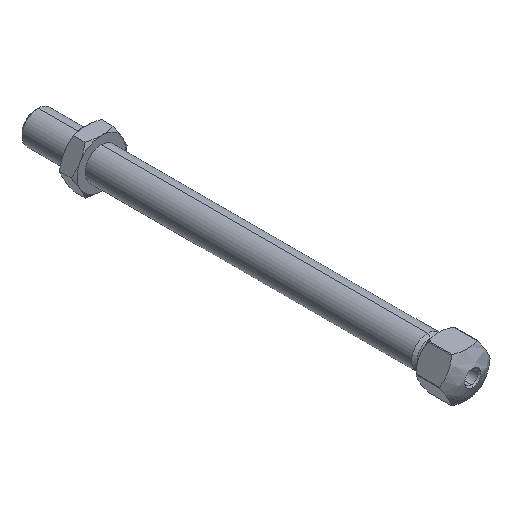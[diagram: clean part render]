
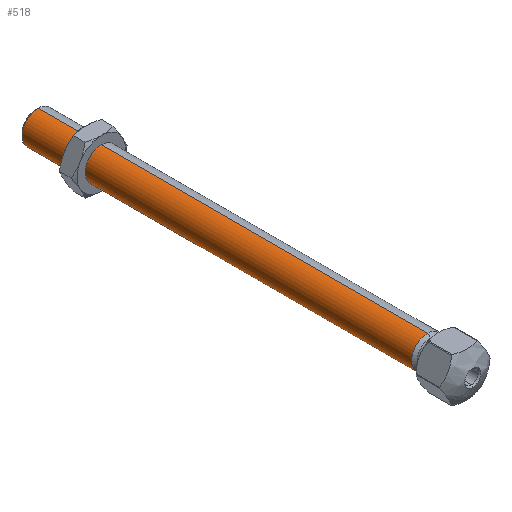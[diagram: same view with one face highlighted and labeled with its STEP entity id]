
A CAD part, isometric view. The second image highlights one B-rep face of the part: STEP entity #518.
In plain terms, the highlighted cylindrical face has radius 8 mm (diameter 16 mm), a partial arc.
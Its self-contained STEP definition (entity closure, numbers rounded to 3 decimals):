
#129 = VERTEX_POINT ( 'NONE', #2135 ) ;
#347 = DIRECTION ( 'NONE',  ( 0., 1., 0. ) ) ;
#393 = VECTOR ( 'NONE', #1872, 1000. ) ;
#518 = ADVANCED_FACE ( 'NONE', ( #1567 ), #2698, .T. ) ;
#601 = ORIENTED_EDGE ( 'NONE', *, *, #2077, .T. ) ;
#628 = VECTOR ( 'NONE', #2504, 1000. ) ;
#689 = EDGE_LOOP ( 'NONE', ( #3094, #1256, #2617, #601, #2503 ) ) ;
#884 = VERTEX_POINT ( 'NONE', #2339 ) ;
#1099 = LINE ( 'NONE', #2976, #393 ) ;
#1149 = VERTEX_POINT ( 'NONE', #2119 ) ;
#1256 = ORIENTED_EDGE ( 'NONE', *, *, #2123, .T. ) ;
#1291 = CARTESIAN_POINT ( 'NONE',  ( -8., 198.75, 0. ) ) ;
#1292 = CIRCLE ( 'NONE', #1902, 8. ) ;
#1313 = CARTESIAN_POINT ( 'NONE',  ( 0., 198.75, 0. ) ) ;
#1475 = CARTESIAN_POINT ( 'NONE',  ( 0., 198.75, 0. ) ) ;
#1567 = FACE_OUTER_BOUND ( 'NONE', #689, .T. ) ;
#1602 = DIRECTION ( 'NONE',  ( 0., 0., -1. ) ) ;
#1852 = AXIS2_PLACEMENT_3D ( 'NONE', #2136, #2693, #2704 ) ;
#1872 = DIRECTION ( 'NONE',  ( 0., -1., 0. ) ) ;
#1902 = AXIS2_PLACEMENT_3D ( 'NONE', #1475, #3416, #3086 ) ;
#1910 = EDGE_CURVE ( 'NONE', #3522, #884, #2744, .T. ) ;
#1973 = CARTESIAN_POINT ( 'NONE',  ( 0., 5.4, 0. ) ) ;
#2077 = EDGE_CURVE ( 'NONE', #129, #1149, #1099, .T. ) ;
#2119 = CARTESIAN_POINT ( 'NONE',  ( 0., 5.4, -8. ) ) ;
#2123 = EDGE_CURVE ( 'NONE', #3522, #3431, #3228, .T. ) ;
#2135 = CARTESIAN_POINT ( 'NONE',  ( 0., 198.75, -8. ) ) ;
#2136 = CARTESIAN_POINT ( 'NONE',  ( 0., -20.779, 0. ) ) ;
#2215 = CARTESIAN_POINT ( 'NONE',  ( 0., 198.75, 8. ) ) ;
#2250 = DIRECTION ( 'NONE',  ( 0., 0., -1. ) ) ;
#2259 = EDGE_CURVE ( 'NONE', #1149, #884, #2683, .T. ) ;
#2339 = CARTESIAN_POINT ( 'NONE',  ( 0., 5.4, 8. ) ) ;
#2503 = ORIENTED_EDGE ( 'NONE', *, *, #2259, .T. ) ;
#2504 = DIRECTION ( 'NONE',  ( 0., -1., 0. ) ) ;
#2519 = CARTESIAN_POINT ( 'NONE',  ( 0., -20.779, 8. ) ) ;
#2617 = ORIENTED_EDGE ( 'NONE', *, *, #3001, .T. ) ;
#2683 = CIRCLE ( 'NONE', #2938, 8. ) ;
#2693 = DIRECTION ( 'NONE',  ( 0., -1., 0. ) ) ;
#2698 = CYLINDRICAL_SURFACE ( 'NONE', #1852, 8. ) ;
#2704 = DIRECTION ( 'NONE',  ( 0., 0., -1. ) ) ;
#2744 = LINE ( 'NONE', #2519, #628 ) ;
#2938 = AXIS2_PLACEMENT_3D ( 'NONE', #1973, #347, #2250 ) ;
#2976 = CARTESIAN_POINT ( 'NONE',  ( 0., -20.779, -8. ) ) ;
#3001 = EDGE_CURVE ( 'NONE', #3431, #129, #1292, .T. ) ;
#3086 = DIRECTION ( 'NONE',  ( 0., 0., -1. ) ) ;
#3094 = ORIENTED_EDGE ( 'NONE', *, *, #1910, .F. ) ;
#3179 = AXIS2_PLACEMENT_3D ( 'NONE', #1313, #3268, #1602 ) ;
#3228 = CIRCLE ( 'NONE', #3179, 8. ) ;
#3268 = DIRECTION ( 'NONE',  ( 0., -1., 0. ) ) ;
#3416 = DIRECTION ( 'NONE',  ( 0., -1., 0. ) ) ;
#3431 = VERTEX_POINT ( 'NONE', #1291 ) ;
#3522 = VERTEX_POINT ( 'NONE', #2215 ) ;
